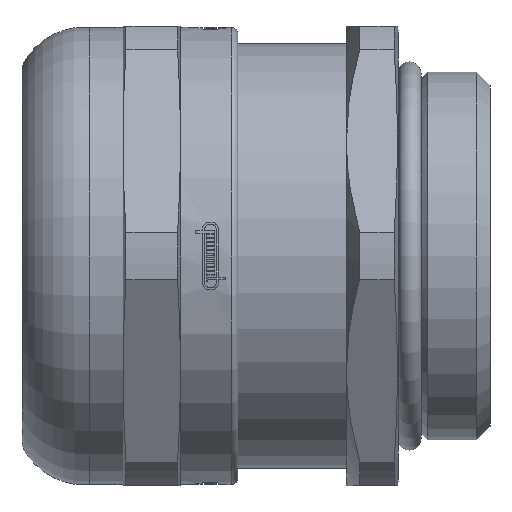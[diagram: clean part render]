
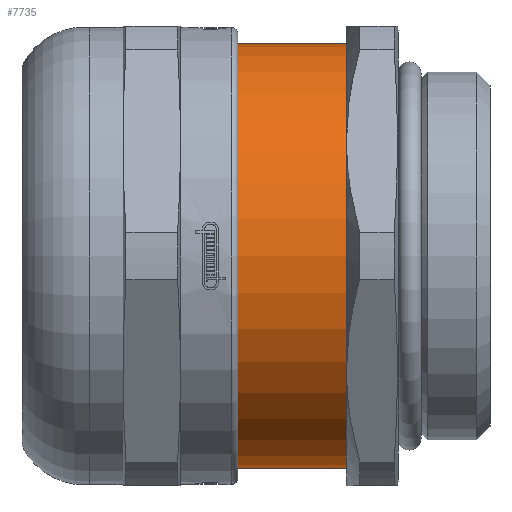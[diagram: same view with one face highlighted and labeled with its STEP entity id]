
A CAD part, front view. The second image highlights one B-rep face of the part: STEP entity #7735.
In plain terms, the highlighted cylindrical face has radius 18.5 mm (diameter 37 mm), a full revolution.
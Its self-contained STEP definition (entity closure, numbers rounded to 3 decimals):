
#166=FACE_BOUND('',#1087,.T.);
#621=FACE_OUTER_BOUND('',#1086,.T.);
#1086=EDGE_LOOP('',(#5467));
#1087=EDGE_LOOP('',(#5468));
#2958=CIRCLE('',#8266,18.5);
#2960=CIRCLE('',#8269,18.5);
#3413=VERTEX_POINT('',#11730);
#3415=VERTEX_POINT('',#11735);
#4229=EDGE_CURVE('',#3413,#3413,#2958,.T.);
#4231=EDGE_CURVE('',#3415,#3415,#2960,.T.);
#5467=ORIENTED_EDGE('',*,*,#4231,.F.);
#5468=ORIENTED_EDGE('',*,*,#4229,.T.);
#7626=CYLINDRICAL_SURFACE('',#8268,18.5);
#7735=ADVANCED_FACE('',(#621,#166),#7626,.T.);
#8266=AXIS2_PLACEMENT_3D('',#11731,#9287,#9288);
#8268=AXIS2_PLACEMENT_3D('',#11734,#9291,#9292);
#8269=AXIS2_PLACEMENT_3D('',#11736,#9293,#9294);
#9287=DIRECTION('center_axis',(1.,0.,0.));
#9288=DIRECTION('ref_axis',(0.,0.,-1.));
#9291=DIRECTION('center_axis',(1.,0.,0.));
#9292=DIRECTION('ref_axis',(0.,1.,0.));
#9293=DIRECTION('center_axis',(1.,0.,0.));
#9294=DIRECTION('ref_axis',(0.,1.,0.));
#11730=CARTESIAN_POINT('',(-23.061,18.5,0.));
#11731=CARTESIAN_POINT('Origin',(-23.061,0.,0.));
#11734=CARTESIAN_POINT('Origin',(-17.781,0.,0.));
#11735=CARTESIAN_POINT('',(-12.5,18.5,0.));
#11736=CARTESIAN_POINT('Origin',(-12.5,0.,0.));
